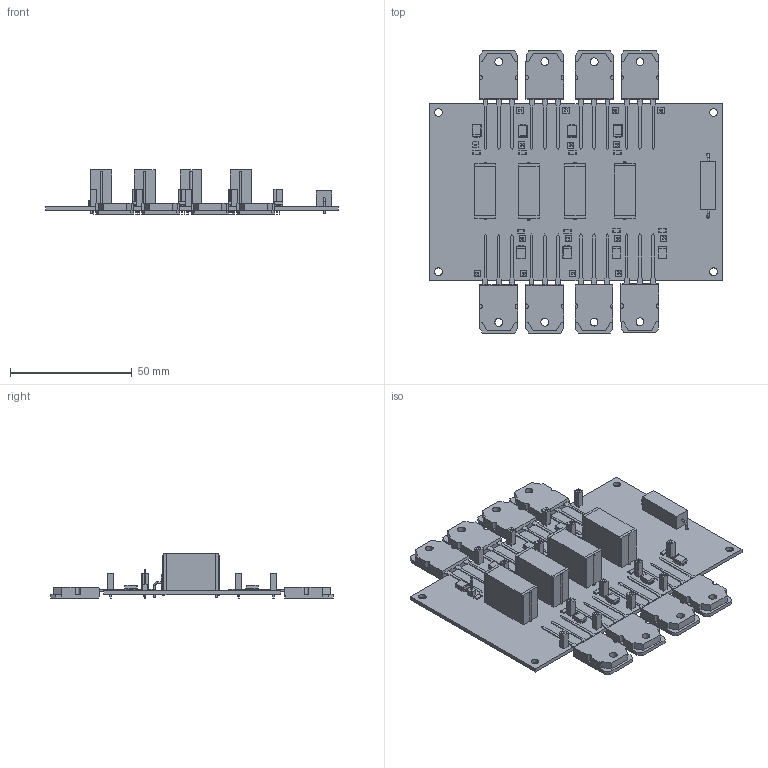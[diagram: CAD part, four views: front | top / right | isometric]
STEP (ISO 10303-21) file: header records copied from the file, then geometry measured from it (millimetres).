
FILE_DESCRIPTION(('KiCad electronic assembly'),'2;1');
FILE_NAME('Full Bridge.step','2023-03-06T18:34:54',('Pcbnew'),('Kicad'), 'Open CASCADE STEP processor 7.6','KiCad to STEP converter','Unknown' );
FILE_SCHEMA(('AUTOMOTIVE_DESIGN { 1 0 10303 214 1 1 1 1 }'));
Length unit declared in the file: millimetre
Products named in the file (16): Full Bridge 1; R_1206_3216Metric; SOLID; TO-3P-3_Vertical; PinSocket_1x01_P2.54mm_Vertical; D_SMB; C_Rect_L24.0mm_W8.6mm_P22.50mm_MKT; R_Axial_Power_L20.0mm_W6.4mm_P25.40mm; PinHeader_1x01_P2.54mm_Vertical; _autosave-Full Bridge PCB
Assembly tree (53 placements, depth 3):
  Full Bridge 1
    R_1206_3216Metric  x8
      SOLID
    TO-3P-3_Vertical  x8
      SOLID
    PinSocket_1x01_P2.54mm_Vertical  x15
      SOLID
    D_SMB  x8
      SOLID
    C_Rect_L24.0mm_W8.6mm_P22.50mm_MKT  x4
      SOLID
    R_Axial_Power_L20.0mm_W6.4mm_P25.40mm
      SOLID
    PinHeader_1x01_P2.54mm_Vertical
      SOLID
    _autosave-Full Bridge PCB
Bounding box: 120.07 x 115.96 x 18.11 mm (x, y, z)
Volume: 37520.2 mm3; surface area: 35692.8 mm2
Topology: 46 solids, 46 shells, 1765 faces, 4632 edges, 3032 vertices
Faces by surface type: plane 1513, cylinder 170, bspline 80, torus 2
Full cylindrical faces by diameter (mm): 0.8 x4, 0.9 x8, 1 x16, 1.2 x10, 3.2 x12, 3.3 x8
Entity records: 19347 total; most frequent: CARTESIAN_POINT 3353, DIRECTION 2655, LINE 1793, VECTOR 1793, ORIENTED_EDGE 1366, PCURVE 1366, DEFINITIONAL_REPRESENTATION 1366, EDGE_CURVE 683
